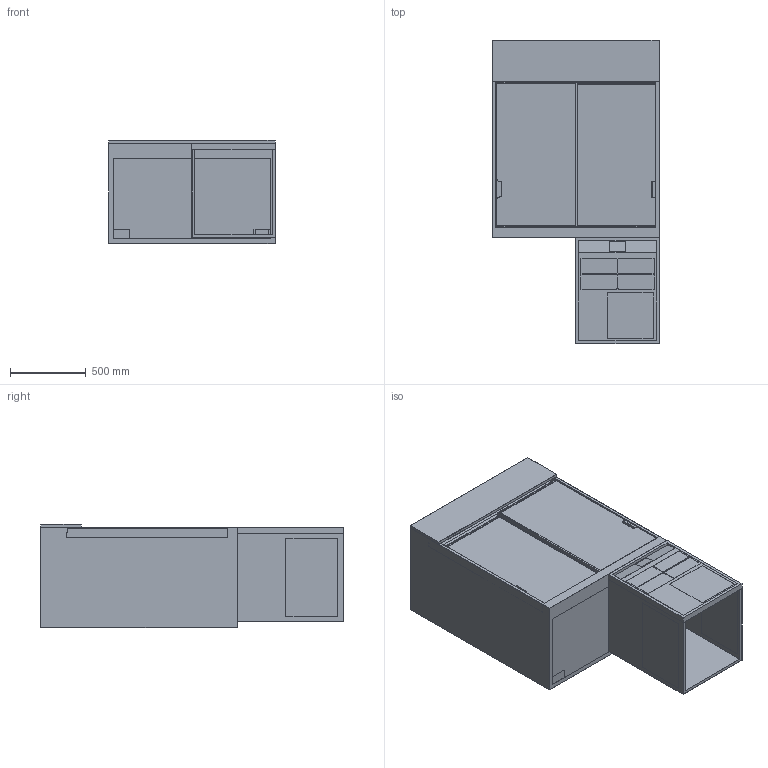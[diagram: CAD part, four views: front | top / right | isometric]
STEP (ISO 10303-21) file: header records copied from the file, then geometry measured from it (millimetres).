
FILE_DESCRIPTION (( 'STEP AP214' ), '1' );
FILE_NAME ('FKV-S-110-E-Propan.step', '2024-11-06T13:33:06', ( '' ), ( '' ), 'SwSTEP 2.0', 'SolidWorks 2023', '' );
FILE_SCHEMA (( 'AUTOMOTIVE_DESIGN' ));
Length unit declared in the file: millimetre
Products named in the file (7): FKV-S-110-E-Propan; 19-10-41790_Schale-1100-660; 24-11-56128; 19-10-41790_Schale-544-660; 19-10-41775_S-FKV-BR-TUER-1100-1300-R; 19-10-41775_S-FKV-BR-TUER-1100-1300-L; 19-10-41780_S-FKV-Z-FKV-110 Korpus-Schale
Assembly tree (6 placements, depth 2):
  FKV-S-110-E-Propan
    19-10-41780_S-FKV-Z-FKV-110 Korpus-Schale
    19-10-41775_S-FKV-BR-TUER-1100-1300-L
    19-10-41775_S-FKV-BR-TUER-1100-1300-R
    24-11-56128
    19-10-41790_Schale-544-660
    19-10-41790_Schale-1100-660
Bounding box: 1102 x 2000 x 680 mm (x, y, z)
Volume: 242463587.9 mm3; surface area: 19562049 mm2
Topology: 21 solids, 21 shells, 490 faces, 1205 edges, 736 vertices
Faces by surface type: plane 326, cylinder 124, sphere 36, bspline 2, torus 2
Entity records: 14345 total; most frequent: CARTESIAN_POINT 2530, DIRECTION 2359, ORIENTED_EDGE 2338, EDGE_CURVE 1169, VECTOR 927, LINE 927, VERTEX_POINT 735, AXIS2_PLACEMENT_3D 716
